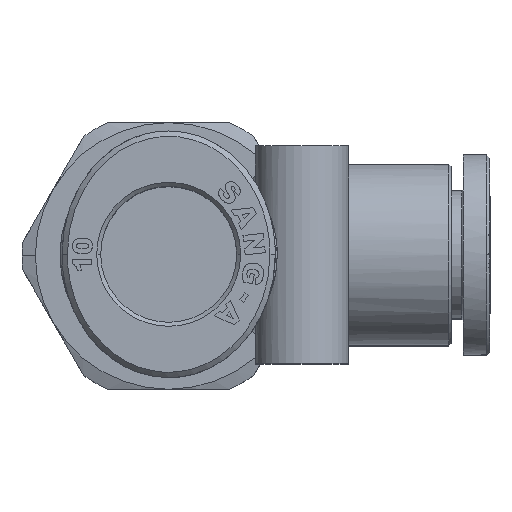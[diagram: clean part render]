
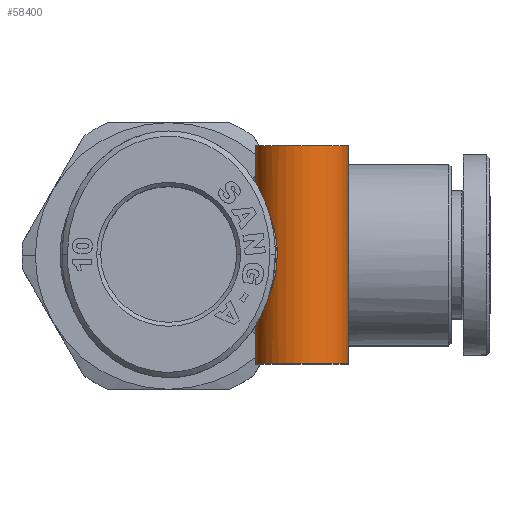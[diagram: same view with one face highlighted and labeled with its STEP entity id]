
A CAD part, top view. The second image highlights one B-rep face of the part: STEP entity #58400.
In plain terms, the highlighted cylindrical face has radius 3.5 mm (diameter 7 mm), a partial arc.
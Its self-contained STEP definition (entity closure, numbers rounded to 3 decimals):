
#320 = CARTESIAN_POINT ( 'NONE',  ( 2.342, -4.689, -6.667 ) ) ;
#1960 = CARTESIAN_POINT ( 'NONE',  ( 4.238, 0.28, -8.15 ) ) ;
#2142 = CARTESIAN_POINT ( 'NONE',  ( 3.818, 2.957, -7.599 ) ) ;
#3393 = VERTEX_POINT ( 'NONE', #13339 ) ;
#3484 = CARTESIAN_POINT ( 'NONE',  ( 1.267, 0., -10. ) ) ;
#4547 = CARTESIAN_POINT ( 'NONE',  ( 4.205, -1.111, -8.093 ) ) ;
#4738 = CARTESIAN_POINT ( 'NONE',  ( 3.258, -3.968, -7.12 ) ) ;
#4939 = CARTESIAN_POINT ( 'NONE',  ( 1.957, -4.828, -6.566 ) ) ;
#5133 = CARTESIAN_POINT ( 'NONE',  ( 3.901, -2.704, -7.693 ) ) ;
#5776 = CARTESIAN_POINT ( 'NONE',  ( 1.545, 4.906, -6.508 ) ) ;
#5957 = AXIS2_PLACEMENT_3D ( 'NONE', #3484, #35776, #50065 ) ;
#6150 = ORIENTED_EDGE ( 'NONE', *, *, #22336, .F. ) ;
#6596 = CIRCLE ( 'NONE', #10697, 3.5 ) ;
#6755 = CARTESIAN_POINT ( 'NONE',  ( 3.609, 3.436, -7.395 ) ) ;
#7331 = EDGE_CURVE ( 'NONE', #24456, #3393, #30549, .T. ) ;
#7458 = CARTESIAN_POINT ( 'NONE',  ( 1.267, 0., -6.5 ) ) ;
#7555 = VERTEX_POINT ( 'NONE', #43504 ) ;
#7846 = EDGE_CURVE ( 'NONE', #55433, #14563, #7880, .T. ) ;
#7880 = B_SPLINE_CURVE_WITH_KNOTS ( 'NONE', 3,
 ( #45699, #55511, #4547, #28142, #59777, #5133, #9386, #50538, #41455, #4738, #41825, #55325, #22934, #27761, #27570, #320, #50923, #4939, #37229, #32393, #27954, #46099 ),
 .UNSPECIFIED., .F., .F.,
 ( 4, 2, 2, 2, 2, 2, 2, 2, 2, 2, 4 ),
 ( 0., 0.002, 0.002, 0.003, 0.004, 0.005, 0.005, 0.005, 0.006, 0.006, 0.007 ),
 .UNSPECIFIED. ) ;
#8041 = CYLINDRICAL_SURFACE ( 'NONE', #5957, 3.5 ) ;
#9386 = CARTESIAN_POINT ( 'NONE',  ( 3.819, -2.953, -7.6 ) ) ;
#9843 = CARTESIAN_POINT ( 'NONE',  ( 1.956, 4.829, -6.566 ) ) ;
#10643 = CARTESIAN_POINT ( 'NONE',  ( 4.229, 0.559, -8.136 ) ) ;
#10659 = CARTESIAN_POINT ( 'NONE',  ( 1.267, 8.15, -10. ) ) ;
#10697 = AXIS2_PLACEMENT_3D ( 'NONE', #54094, #58689, #16995 ) ;
#12799 = CARTESIAN_POINT ( 'NONE',  ( 1.267, -4.917, -6.5 ) ) ;
#13319 = CARTESIAN_POINT ( 'NONE',  ( 1.267, 0., -13.5 ) ) ;
#13339 = CARTESIAN_POINT ( 'NONE',  ( 1.267, 8.15, -13.5 ) ) ;
#13458 = CARTESIAN_POINT ( 'NONE',  ( 1.267, 0., -6.5 ) ) ;
#14098 = CARTESIAN_POINT ( 'NONE',  ( 2.338, 4.69, -6.666 ) ) ;
#14563 = VERTEX_POINT ( 'NONE', #12799 ) ;
#14610 = ORIENTED_EDGE ( 'NONE', *, *, #39937, .F. ) ;
#15273 = CARTESIAN_POINT ( 'NONE',  ( 4.238, 0., -8.15 ) ) ;
#16178 = EDGE_CURVE ( 'NONE', #30423, #24456, #6596, .T. ) ;
#16758 = CARTESIAN_POINT ( 'NONE',  ( 1.267, -8.15, -13.5 ) ) ;
#16995 = DIRECTION ( 'NONE',  ( 0., 0., 1. ) ) ;
#17117 = EDGE_CURVE ( 'NONE', #31567, #55433, #53019, .T. ) ;
#17146 = DIRECTION ( 'NONE',  ( 0., 1., 0. ) ) ;
#19351 = CARTESIAN_POINT ( 'NONE',  ( 1.267, -8.15, -6.5 ) ) ;
#19462 = CARTESIAN_POINT ( 'NONE',  ( 1.407, 4.917, -6.5 ) ) ;
#19815 = ORIENTED_EDGE ( 'NONE', *, *, #16178, .T. ) ;
#19981 = AXIS2_PLACEMENT_3D ( 'NONE', #10659, #55973, #56573 ) ;
#20253 = CARTESIAN_POINT ( 'NONE',  ( 4.085, 1.929, -7.923 ) ) ;
#20465 = ORIENTED_EDGE ( 'NONE', *, *, #7846, .T. ) ;
#21053 = CARTESIAN_POINT ( 'NONE',  ( 1.267, 4.917, -6.5 ) ) ;
#22125 = DIRECTION ( 'NONE',  ( 0., 1., 0. ) ) ;
#22336 = EDGE_CURVE ( 'NONE', #30423, #14563, #59073, .T. ) ;
#22934 = CARTESIAN_POINT ( 'NONE',  ( 2.897, -4.337, -6.901 ) ) ;
#23245 = FACE_OUTER_BOUND ( 'NONE', #42054, .T. ) ;
#24373 = CARTESIAN_POINT ( 'NONE',  ( 4.164, 1.388, -8.036 ) ) ;
#24456 = VERTEX_POINT ( 'NONE', #16758 ) ;
#24761 = CARTESIAN_POINT ( 'NONE',  ( 4.034, 2.193, -7.854 ) ) ;
#24952 = CARTESIAN_POINT ( 'NONE',  ( 3.9, 2.706, -7.692 ) ) ;
#25144 = CARTESIAN_POINT ( 'NONE',  ( 4.238, 0., -8.15 ) ) ;
#27215 = ORIENTED_EDGE ( 'NONE', *, *, #46568, .T. ) ;
#27491 = VECTOR ( 'NONE', #22125, 1000. ) ;
#27570 = CARTESIAN_POINT ( 'NONE',  ( 2.578, -4.565, -6.752 ) ) ;
#27761 = CARTESIAN_POINT ( 'NONE',  ( 2.688, -4.494, -6.8 ) ) ;
#27954 = CARTESIAN_POINT ( 'NONE',  ( 1.408, -4.917, -6.5 ) ) ;
#28142 = CARTESIAN_POINT ( 'NONE',  ( 4.087, -1.918, -7.926 ) ) ;
#28186 = CIRCLE ( 'NONE', #19981, 3.5 ) ;
#29385 = CARTESIAN_POINT ( 'NONE',  ( 3.485, 3.66, -7.286 ) ) ;
#29787 = VECTOR ( 'NONE', #54815, 1000. ) ;
#30423 = VERTEX_POINT ( 'NONE', #19351 ) ;
#30549 = LINE ( 'NONE', #13319, #29787 ) ;
#31567 = VERTEX_POINT ( 'NONE', #21053 ) ;
#32393 = CARTESIAN_POINT ( 'NONE',  ( 1.55, -4.905, -6.509 ) ) ;
#35776 = DIRECTION ( 'NONE',  ( 0., 1., 0. ) ) ;
#37229 = CARTESIAN_POINT ( 'NONE',  ( 1.824, -4.861, -6.542 ) ) ;
#37282 = ORIENTED_EDGE ( 'NONE', *, *, #7331, .T. ) ;
#38060 = CARTESIAN_POINT ( 'NONE',  ( 1.819, 4.862, -6.541 ) ) ;
#38857 = CARTESIAN_POINT ( 'NONE',  ( 3.181, 4.071, -7.064 ) ) ;
#39937 = EDGE_CURVE ( 'NONE', #31567, #7555, #56971, .T. ) ;
#41455 = CARTESIAN_POINT ( 'NONE',  ( 3.485, -3.659, -7.286 ) ) ;
#41732 = ORIENTED_EDGE ( 'NONE', *, *, #17117, .T. ) ;
#41825 = CARTESIAN_POINT ( 'NONE',  ( 3.175, -4.066, -7.064 ) ) ;
#42054 = EDGE_LOOP ( 'NONE', ( #19815, #37282, #27215, #14610, #41732, #20465, #6150 ) ) ;
#42495 = CARTESIAN_POINT ( 'NONE',  ( 1.267, 4.917, -6.5 ) ) ;
#43491 = CARTESIAN_POINT ( 'NONE',  ( 4.192, 1.112, -8.079 ) ) ;
#43504 = CARTESIAN_POINT ( 'NONE',  ( 1.267, 8.15, -6.5 ) ) ;
#45699 = CARTESIAN_POINT ( 'NONE',  ( 4.238, 0., -8.15 ) ) ;
#46099 = CARTESIAN_POINT ( 'NONE',  ( 1.267, -4.917, -6.5 ) ) ;
#46568 = EDGE_CURVE ( 'NONE', #3393, #7555, #28186, .T. ) ;
#50065 = DIRECTION ( 'NONE',  ( 0., 0., 1. ) ) ;
#50538 = CARTESIAN_POINT ( 'NONE',  ( 3.612, -3.43, -7.398 ) ) ;
#50923 = CARTESIAN_POINT ( 'NONE',  ( 2.215, -4.742, -6.628 ) ) ;
#51173 = CARTESIAN_POINT ( 'NONE',  ( 2.574, 4.566, -6.751 ) ) ;
#52363 = CARTESIAN_POINT ( 'NONE',  ( 2.687, 4.495, -6.799 ) ) ;
#53019 = B_SPLINE_CURVE_WITH_KNOTS ( 'NONE', 3,
 ( #42495, #19462, #5776, #38060, #9843, #55565, #14098, #51173, #52363, #56947, #38857, #29385, #6755, #2142, #24952, #24761, #20253, #24373, #43491, #10643, #1960, #15273 ),
 .UNSPECIFIED., .F., .F.,
 ( 4, 2, 2, 2, 2, 2, 2, 2, 2, 2, 4 ),
 ( -0.007, -0.006, -0.006, -0.005, -0.005, -0.004, -0.003, -0.002, -0.002, -0.001, 0. ),
 .UNSPECIFIED. ) ;
#54094 = CARTESIAN_POINT ( 'NONE',  ( 1.267, -8.15, -10. ) ) ;
#54815 = DIRECTION ( 'NONE',  ( 0., 1., 0. ) ) ;
#55325 = CARTESIAN_POINT ( 'NONE',  ( 2.996, -4.25, -6.955 ) ) ;
#55433 = VERTEX_POINT ( 'NONE', #25144 ) ;
#55511 = CARTESIAN_POINT ( 'NONE',  ( 4.238, -0.561, -8.15 ) ) ;
#55565 = CARTESIAN_POINT ( 'NONE',  ( 2.214, 4.743, -6.628 ) ) ;
#55973 = DIRECTION ( 'NONE',  ( 0., -1., 0. ) ) ;
#56573 = DIRECTION ( 'NONE',  ( 0., 0., 1. ) ) ;
#56947 = CARTESIAN_POINT ( 'NONE',  ( 3., 4.26, -6.951 ) ) ;
#56971 = LINE ( 'NONE', #13458, #27491 ) ;
#57603 = VECTOR ( 'NONE', #17146, 1000. ) ;
#58400 = ADVANCED_FACE ( 'NONE', ( #23245 ), #8041, .T. ) ;
#58689 = DIRECTION ( 'NONE',  ( 0., 1., 0. ) ) ;
#59073 = LINE ( 'NONE', #7458, #57603 ) ;
#59777 = CARTESIAN_POINT ( 'NONE',  ( 4.035, -2.186, -7.856 ) ) ;
